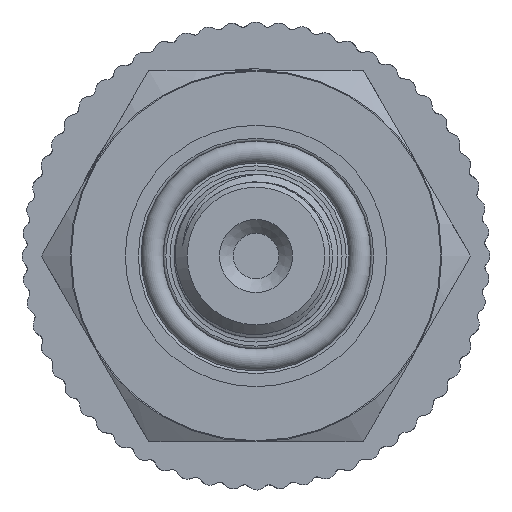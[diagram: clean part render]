
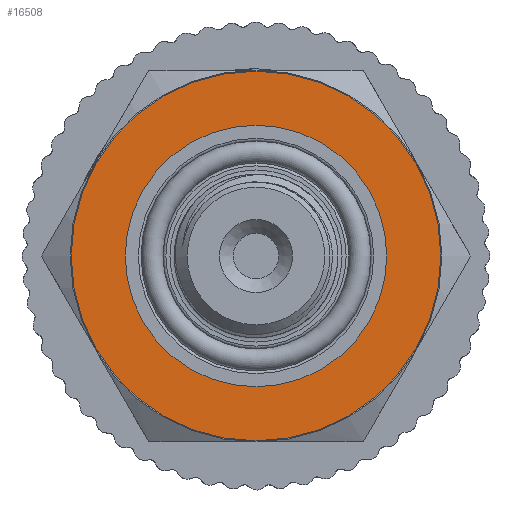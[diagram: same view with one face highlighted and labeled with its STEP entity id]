
A CAD part, left-side view. The second image highlights one B-rep face of the part: STEP entity #16508.
In plain terms, the highlighted planar face has unit normal (-1, 0, 0).
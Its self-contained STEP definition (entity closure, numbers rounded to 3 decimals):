
#164=PLANE('',#17410);
#866=FACE_BOUND('',#2216,.T.);
#1267=FACE_OUTER_BOUND('',#2215,.T.);
#2215=EDGE_LOOP('',(#12609));
#2216=EDGE_LOOP('',(#12610));
#2971=CIRCLE('',#17411,13.425);
#2972=CIRCLE('',#17412,9.5);
#7186=VERTEX_POINT('',#38483);
#7187=VERTEX_POINT('',#38485);
#9202=EDGE_CURVE('',#7186,#7186,#2971,.T.);
#9203=EDGE_CURVE('',#7187,#7187,#2972,.T.);
#12609=ORIENTED_EDGE('',*,*,#9202,.F.);
#12610=ORIENTED_EDGE('',*,*,#9203,.T.);
#16508=ADVANCED_FACE('',(#1267,#866),#164,.F.);
#17410=AXIS2_PLACEMENT_3D('',#38482,#18866,#18867);
#17411=AXIS2_PLACEMENT_3D('',#38484,#18868,#18869);
#17412=AXIS2_PLACEMENT_3D('',#38486,#18870,#18871);
#18866=DIRECTION('center_axis',(1.,0.,0.));
#18867=DIRECTION('ref_axis',(0.,0.,-1.));
#18868=DIRECTION('center_axis',(1.,0.,0.));
#18869=DIRECTION('ref_axis',(0.,1.,0.));
#18870=DIRECTION('center_axis',(1.,0.,0.));
#18871=DIRECTION('ref_axis',(0.,0.,-1.));
#38482=CARTESIAN_POINT('Origin',(-48.,9.5,0.));
#38483=CARTESIAN_POINT('',(-48.,-13.425,0.));
#38484=CARTESIAN_POINT('Origin',(-48.,0.,0.));
#38485=CARTESIAN_POINT('',(-48.,-9.5,0.));
#38486=CARTESIAN_POINT('Origin',(-48.,0.,0.));
